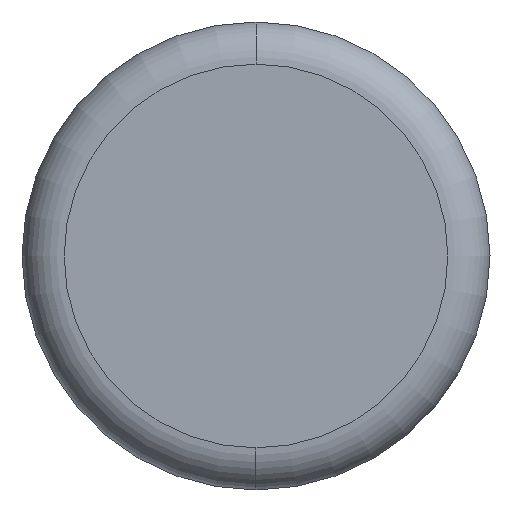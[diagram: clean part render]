
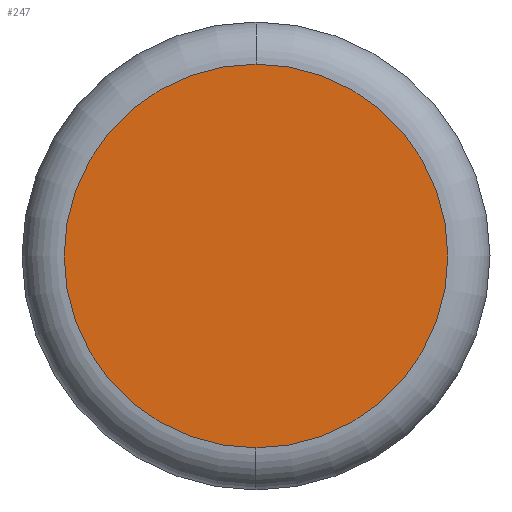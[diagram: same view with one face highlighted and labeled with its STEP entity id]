
A CAD part, front view. The second image highlights one B-rep face of the part: STEP entity #247.
In plain terms, the highlighted planar face has unit normal (0, -1, 0).
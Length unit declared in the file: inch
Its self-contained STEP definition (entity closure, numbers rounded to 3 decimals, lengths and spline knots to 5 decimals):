
#13 = CIRCLE ( 'NONE', #119, 0.41 ) ;
#15 = DIRECTION ( 'NONE',  ( 0., -1., 0. ) ) ;
#31 = CARTESIAN_POINT ( 'NONE',  ( 0., 0., 0. ) ) ;
#70 = ORIENTED_EDGE ( 'NONE', *, *, #126, .T. ) ;
#92 = DIRECTION ( 'NONE',  ( 0., -1., 0. ) ) ;
#100 = AXIS2_PLACEMENT_3D ( 'NONE', #31, #92, #178 ) ;
#102 = PLANE ( 'NONE',  #345 ) ;
#104 = DIRECTION ( 'NONE',  ( 0., 0., -1. ) ) ;
#114 = EDGE_LOOP ( 'NONE', ( #377, #70 ) ) ;
#119 = AXIS2_PLACEMENT_3D ( 'NONE', #350, #15, #221 ) ;
#126 = EDGE_CURVE ( 'NONE', #281, #207, #13, .T. ) ;
#178 = DIRECTION ( 'NONE',  ( 0., 0., -1. ) ) ;
#207 = VERTEX_POINT ( 'NONE', #298 ) ;
#221 = DIRECTION ( 'NONE',  ( 0., 0., -1. ) ) ;
#224 = EDGE_CURVE ( 'NONE', #207, #281, #357, .T. ) ;
#247 = ADVANCED_FACE ( 'NONE', ( #254 ), #102, .T. ) ;
#254 = FACE_OUTER_BOUND ( 'NONE', #114, .T. ) ;
#281 = VERTEX_POINT ( 'NONE', #364 ) ;
#298 = CARTESIAN_POINT ( 'NONE',  ( 0., 0., -0.41 ) ) ;
#345 = AXIS2_PLACEMENT_3D ( 'NONE', #383, #379, #104 ) ;
#350 = CARTESIAN_POINT ( 'NONE',  ( 0., 0., 0. ) ) ;
#357 = CIRCLE ( 'NONE', #100, 0.41 ) ;
#364 = CARTESIAN_POINT ( 'NONE',  ( 0., 0., 0.41 ) ) ;
#377 = ORIENTED_EDGE ( 'NONE', *, *, #224, .T. ) ;
#379 = DIRECTION ( 'NONE',  ( 0., -1., 0. ) ) ;
#383 = CARTESIAN_POINT ( 'NONE',  ( 0., 0., 0. ) ) ;
